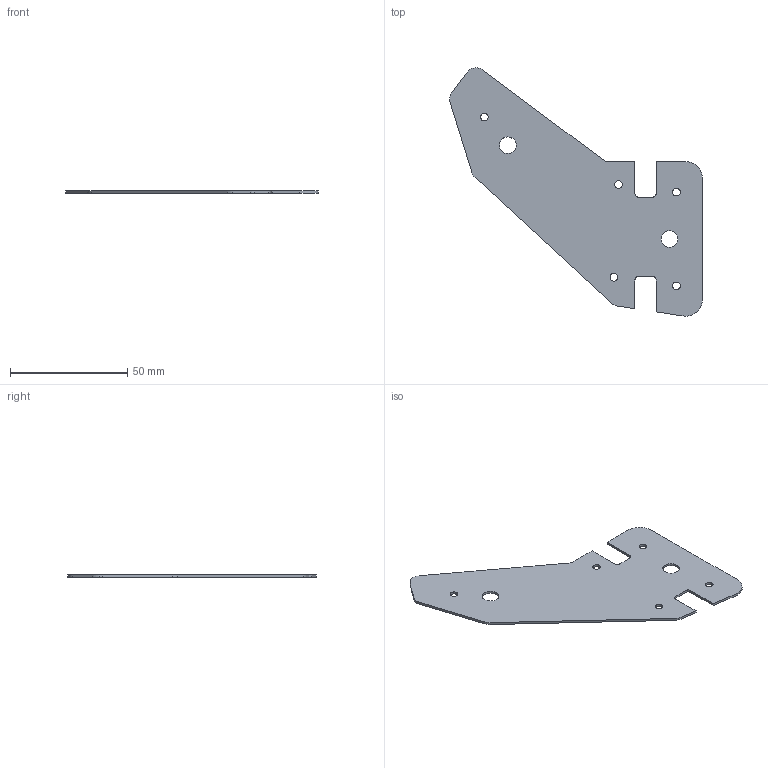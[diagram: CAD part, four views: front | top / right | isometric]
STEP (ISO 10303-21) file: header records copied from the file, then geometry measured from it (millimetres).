
FILE_DESCRIPTION (( 'STEP AP214' ), '1' );
FILE_NAME ('MidAb_L_Stif.STEP', '2017-08-15T08:03:07', ( '' ), ( '' ), 'SwSTEP 2.0', 'SolidWorks 2016', '' );
FILE_SCHEMA (( 'AUTOMOTIVE_DESIGN' ));
Length unit declared in the file: millimetre
Products named in the file (1): MidAb_L_Stif
Bounding box: 107.77 x 105.87 x 1 mm (x, y, z)
Volume: 5461.4 mm3; surface area: 11417 mm2
Topology: 1 solids, 1 shells, 43 faces, 123 edges, 82 vertices
Faces by surface type: cylinder 26, plane 17
Entity records: 1491 total; most frequent: DIRECTION 263, CARTESIAN_POINT 249, ORIENTED_EDGE 246, EDGE_CURVE 123, AXIS2_PLACEMENT_3D 96, VERTEX_POINT 82, LINE 71, VECTOR 71
